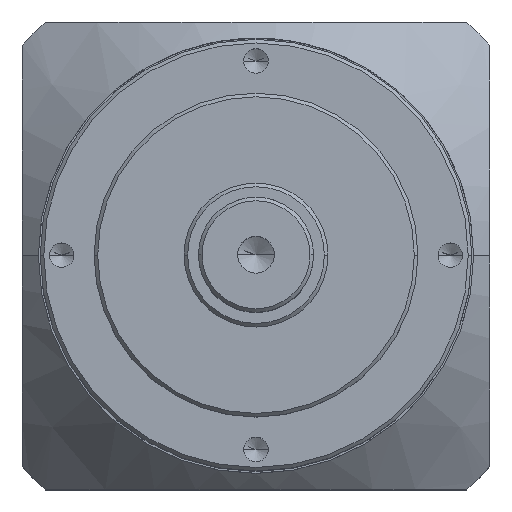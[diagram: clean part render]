
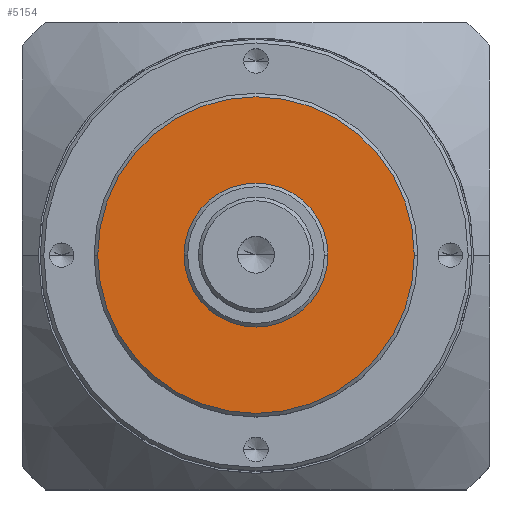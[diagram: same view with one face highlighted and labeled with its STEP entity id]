
A CAD part, top view. The second image highlights one B-rep face of the part: STEP entity #5154.
In plain terms, the highlighted planar face has unit normal (0, 0, 1).
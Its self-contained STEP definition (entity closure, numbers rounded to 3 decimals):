
#1846=CARTESIAN_POINT('',(0.,0.,95.));
#1847=DIRECTION('',(0.,0.,1.));
#1848=DIRECTION('',(1.,0.,0.));
#1849=AXIS2_PLACEMENT_3D('',#1846,#1847,#1848);
#1851=CARTESIAN_POINT('',(0.,0.,95.));
#1852=DIRECTION('',(0.,0.,1.));
#1853=DIRECTION('',(-1.,0.,0.));
#1854=AXIS2_PLACEMENT_3D('',#1851,#1852,#1853);
#1856=CARTESIAN_POINT('',(0.,0.,95.));
#1857=DIRECTION('',(0.,0.,-1.));
#1858=DIRECTION('',(1.,0.,0.));
#1859=AXIS2_PLACEMENT_3D('',#1856,#1857,#1858);
#1861=CARTESIAN_POINT('',(0.,0.,95.));
#1862=DIRECTION('',(0.,0.,-1.));
#1863=DIRECTION('',(-1.,0.,0.));
#1864=AXIS2_PLACEMENT_3D('',#1861,#1862,#1863);
#2621=CARTESIAN_POINT('',(-20.,0.,95.));
#2623=VERTEX_POINT('',#2621);
#2625=CARTESIAN_POINT('',(20.,0.,95.));
#2627=VERTEX_POINT('',#2625);
#2649=CARTESIAN_POINT('',(44.,0.,95.));
#2650=VERTEX_POINT('',#2649);
#2651=CARTESIAN_POINT('',(-44.,0.,95.));
#2652=VERTEX_POINT('',#2651);
#5139=CARTESIAN_POINT('',(0.,0.,95.));
#5140=DIRECTION('',(0.,0.,1.));
#5141=DIRECTION('',(1.,0.,0.));
#5142=AXIS2_PLACEMENT_3D('',#5139,#5140,#5141);
#5143=PLANE('',#5142);
#5144=ORIENTED_EDGE('',*,*,#5121,.F.);
#5145=ORIENTED_EDGE('',*,*,#5106,.F.);
#5146=EDGE_LOOP('',(#5144,#5145));
#5147=FACE_OUTER_BOUND('',#5146,.F.);
#5149=ORIENTED_EDGE('',*,*,#5148,.F.);
#5151=ORIENTED_EDGE('',*,*,#5150,.F.);
#5152=EDGE_LOOP('',(#5149,#5151));
#5153=FACE_BOUND('',#5152,.F.);
#5154=ADVANCED_FACE('',(#5147,#5153),#5143,.T.);
#1850=CIRCLE('',#1849,44.);
#1855=CIRCLE('',#1854,44.);
#1860=CIRCLE('',#1859,20.);
#1865=CIRCLE('',#1864,20.);
#5106=EDGE_CURVE('',#2652,#2650,#1855,.T.);
#5121=EDGE_CURVE('',#2650,#2652,#1850,.T.);
#5148=EDGE_CURVE('',#2627,#2623,#1860,.T.);
#5150=EDGE_CURVE('',#2623,#2627,#1865,.T.);
